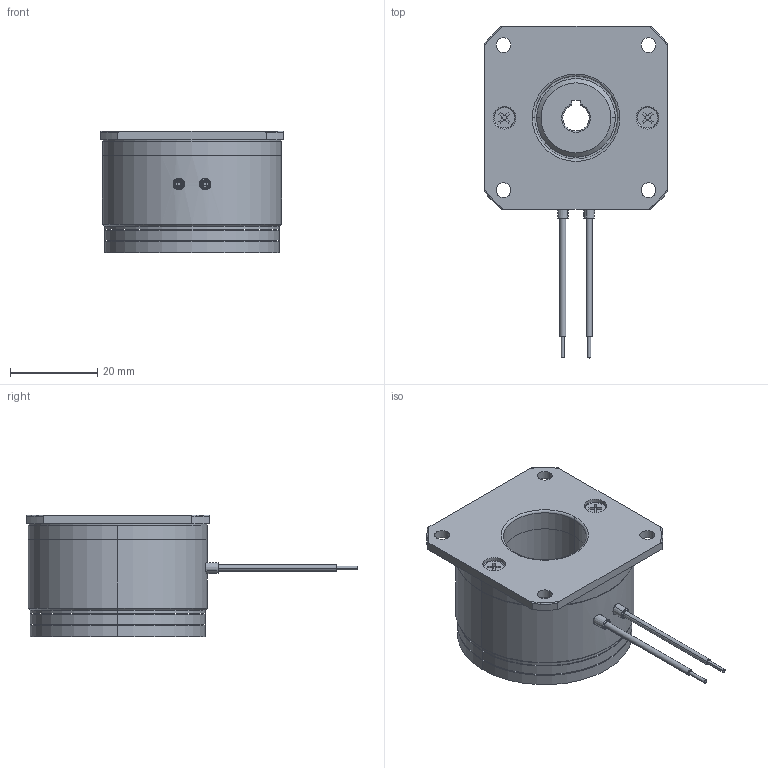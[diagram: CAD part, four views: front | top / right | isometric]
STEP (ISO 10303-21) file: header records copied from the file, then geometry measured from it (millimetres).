
FILE_DESCRIPTION (( 'STEP AP214' ), '1' );
FILE_NAME ('dr_bk_03P1-220_mu.STEP', '2021-11-12T12:40:53', ( '' ), ( '' ), 'SwSTEP 2.0', 'SolidWorks 2019', '' );
FILE_SCHEMA (( 'AUTOMOTIVE_DESIGN' ));
Length unit declared in the file: millimetre
Products named in the file (10): 10068741_000_genietet (1,7mm Klemml„nge); 10069015_000; 10069016_000; dr_bk_03P1-220_mu; 10068745_000_eingebaut; 10068743_000_genietet (1,7 mm Klemml�nge �2,6); 10068749_000_03.02.331-0102; 10069011_000; 10068961_000; 10069012_000
Assembly tree (18 placements, depth 4):
  dr_bk_03P1-220_mu
    10068961_000
    10069016_000
      10068749_000_03.02.331-0102
      10069012_000
        10069011_000
        10069015_000
        10068745_000_eingebaut  x3
        10068743_000_genietet (1,7 mm Klemml�nge �2,6)  x3
      10068741_000_genietet (1,7mm Klemml„nge)  x3
      10068745_000_eingebaut  x3
Bounding box: 42 x 76 x 27.85 mm (x, y, z)
Volume: 31378.1 mm3; surface area: 15778.2 mm2
Topology: 18 solids, 18 shells, 383 faces, 878 edges, 542 vertices
Faces by surface type: cylinder 169, cone 90, plane 74, torus 38, sphere 12
Entity records: 10222 total; most frequent: CARTESIAN_POINT 1710, DIRECTION 1518, ORIENTED_EDGE 1260, EDGE_CURVE 630, AXIS2_PLACEMENT_3D 624, VERTEX_POINT 398, EDGE_LOOP 342, CIRCLE 332
